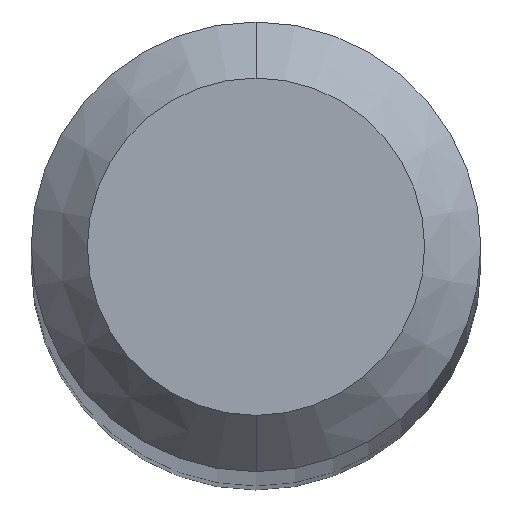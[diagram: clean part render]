
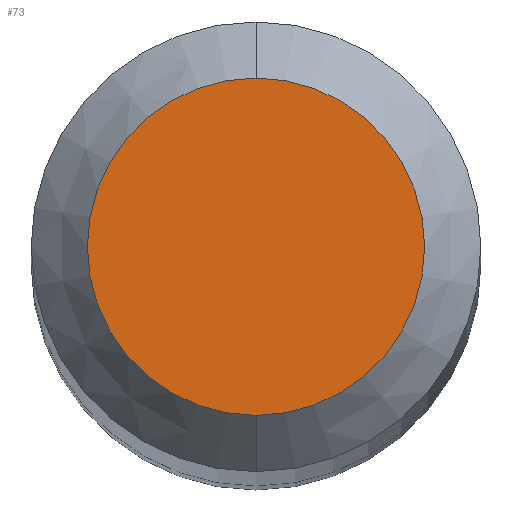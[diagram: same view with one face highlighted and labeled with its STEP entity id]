
A CAD part, top view. The second image highlights one B-rep face of the part: STEP entity #73.
In plain terms, the highlighted planar face has unit normal (0, 0, 1).
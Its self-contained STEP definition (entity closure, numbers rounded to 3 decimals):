
#22 = FACE_OUTER_BOUND ( 'NONE', #107, .T. ) ;
#52 = CIRCLE ( 'NONE', #86, 0.6 ) ;
#58 = ORIENTED_EDGE ( 'NONE', *, *, #300, .F. ) ;
#62 = VERTEX_POINT ( 'NONE', #148 ) ;
#73 = ADVANCED_FACE ( 'NONE', ( #22 ), #335, .F. ) ;
#86 = AXIS2_PLACEMENT_3D ( 'NONE', #317, #151, #207 ) ;
#107 = EDGE_LOOP ( 'NONE', ( #58, #233 ) ) ;
#123 = CARTESIAN_POINT ( 'NONE',  ( 0., 0., 38. ) ) ;
#127 = AXIS2_PLACEMENT_3D ( 'NONE', #123, #149, #205 ) ;
#131 = DIRECTION ( 'NONE',  ( 0., 0., -1. ) ) ;
#148 = CARTESIAN_POINT ( 'NONE',  ( 0., -0.6, 38. ) ) ;
#149 = DIRECTION ( 'NONE',  ( 0., 0., -1. ) ) ;
#150 = CIRCLE ( 'NONE', #214, 0.6 ) ;
#151 = DIRECTION ( 'NONE',  ( 0., 0., -1. ) ) ;
#201 = CARTESIAN_POINT ( 'NONE',  ( 0., 0., 38. ) ) ;
#205 = DIRECTION ( 'NONE',  ( 0., 1., 0. ) ) ;
#207 = DIRECTION ( 'NONE',  ( 0., 1., 0. ) ) ;
#214 = AXIS2_PLACEMENT_3D ( 'NONE', #201, #131, #237 ) ;
#233 = ORIENTED_EDGE ( 'NONE', *, *, #238, .F. ) ;
#237 = DIRECTION ( 'NONE',  ( 0., 1., 0. ) ) ;
#238 = EDGE_CURVE ( 'NONE', #62, #324, #150, .T. ) ;
#300 = EDGE_CURVE ( 'NONE', #324, #62, #52, .T. ) ;
#317 = CARTESIAN_POINT ( 'NONE',  ( 0., 0., 38. ) ) ;
#318 = CARTESIAN_POINT ( 'NONE',  ( 0., 0.6, 38. ) ) ;
#324 = VERTEX_POINT ( 'NONE', #318 ) ;
#335 = PLANE ( 'NONE',  #127 ) ;
